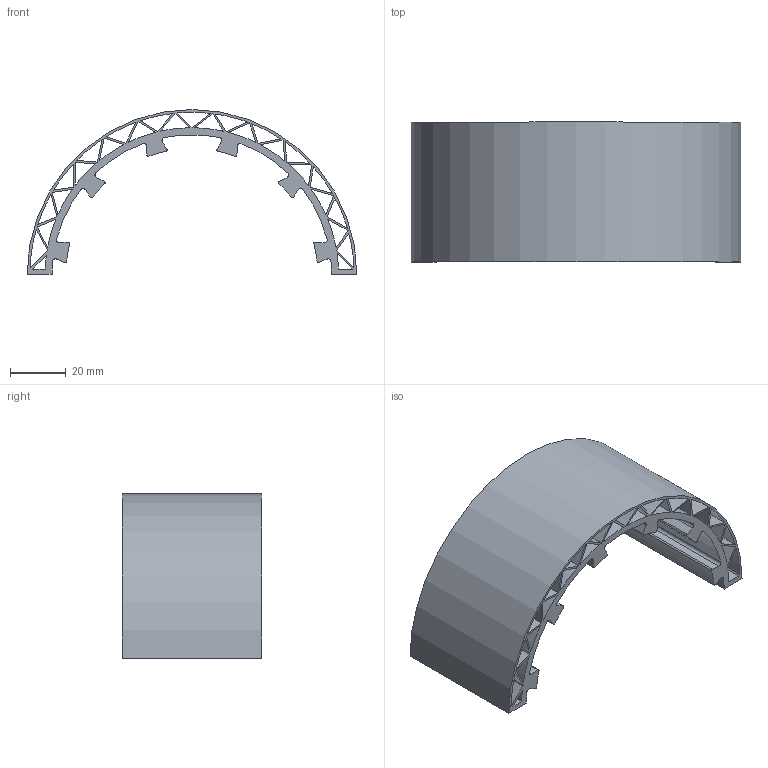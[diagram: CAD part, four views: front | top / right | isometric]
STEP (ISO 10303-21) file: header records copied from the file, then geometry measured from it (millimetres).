
FILE_DESCRIPTION(/* description */ (''),/* implementation_level */ '2;1');
FILE_NAME(/* name */ 'FootV2 v8.step',/* time_stamp */ '2019-01-08T22:12:43+00:00',/* author */ (''),/* organization */ (''),/* preprocessor_version */ 'ST-DEVELOPER v17.2',/* originating_system */ 'Autodesk Translation Framework v7.6.0.251',/* authorisation */ '');
FILE_SCHEMA (('AUTOMOTIVE_DESIGN { 1 0 10303 214 3 1 1 }'));
Length unit declared in the file: millimetre
Products named in the file (1): Foot_v2
Bounding box: 118 x 50 x 59.01 mm (x, y, z)
Volume: 47221.7 mm3; surface area: 58482.2 mm2
Topology: 1 solids, 1 shells, 136 faces, 402 edges, 268 vertices
Faces by surface type: plane 70, cylinder 66
Entity records: 4719 total; most frequent: DIRECTION 808, CARTESIAN_POINT 807, ORIENTED_EDGE 804, EDGE_CURVE 402, LINE 270, VECTOR 270, AXIS2_PLACEMENT_3D 269, VERTEX_POINT 268
